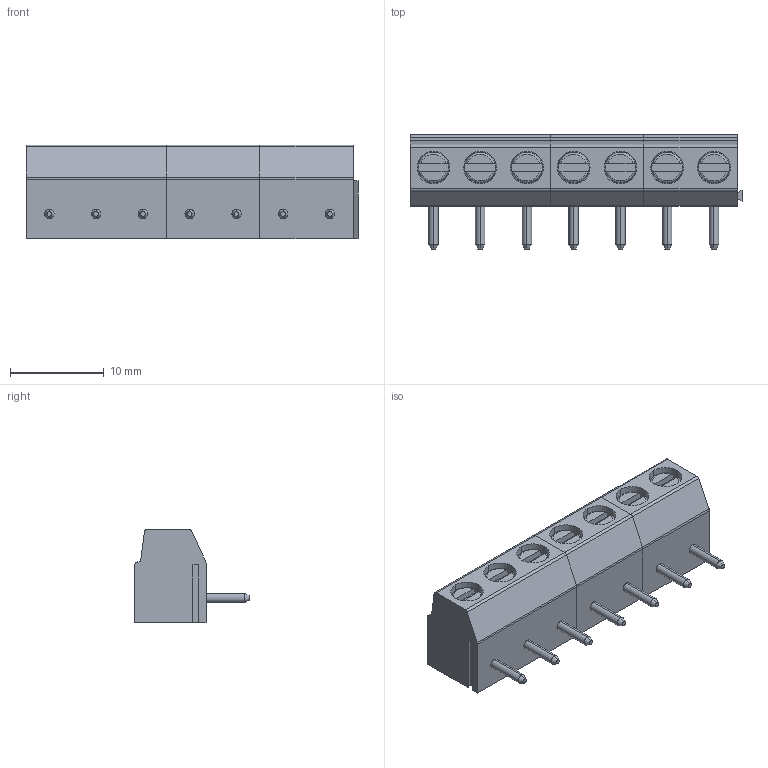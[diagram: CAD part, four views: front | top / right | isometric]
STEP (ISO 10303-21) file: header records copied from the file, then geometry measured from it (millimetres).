
FILE_DESCRIPTION (( 'STEP AP203' ), '1' );
FILE_NAME ('CUI_DEVICES_TB002V-500-07BK.step', '2019-10-21T06:07:34', ( '' ), ( '' ), 'SwSTEP 2.0', 'SolidWorks 2019', '' );
FILE_SCHEMA (( 'CONFIG_CONTROL_DESIGN' ));
Length unit declared in the file: millimetre
Products named in the file (3): TB002V-500-02P_Black - S; CUI_DEVICES_TB002V-500-07BK; TB002V-500-03P_Black - S
Assembly tree (3 placements, depth 2):
  CUI_DEVICES_TB002V-500-07BK
    TB002V-500-02P_Black - S  x2
    TB002V-500-03P_Black - S
Bounding box: 35.5 x 12.2 x 10 mm (x, y, z)
Volume: 2194.9 mm3; surface area: 2331.8 mm2
Topology: 3 solids, 3 shells, 399 faces, 997 edges, 639 vertices
Faces by surface type: plane 226, cylinder 96, torus 35, cone 28, bspline 14
Entity records: 8991 total; most frequent: CARTESIAN_POINT 2083, ORIENTED_EDGE 1408, DIRECTION 1316, EDGE_CURVE 704, AXIS2_PLACEMENT_3D 464, VERTEX_POINT 451, LINE 388, VECTOR 388
